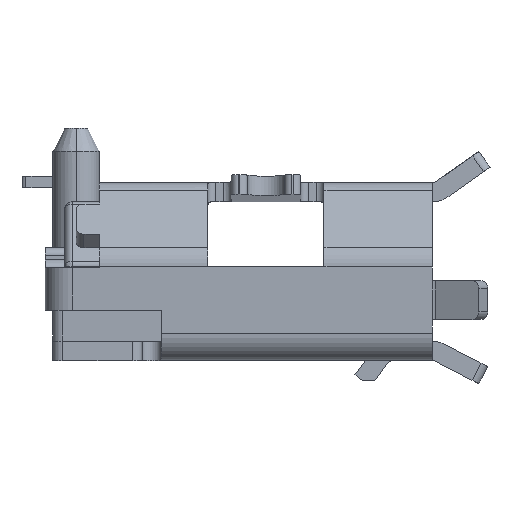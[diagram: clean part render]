
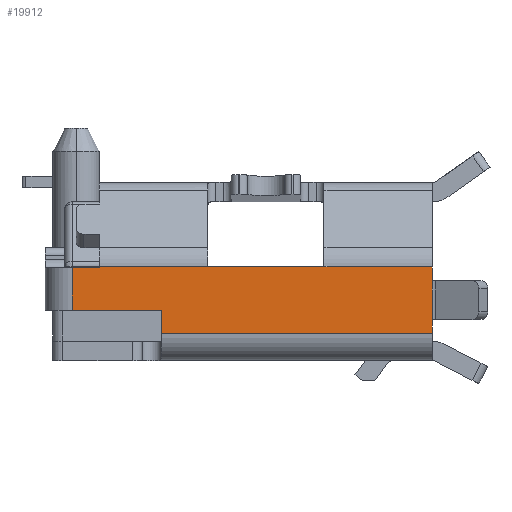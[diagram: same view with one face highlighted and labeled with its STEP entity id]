
A CAD part, left-side view. The second image highlights one B-rep face of the part: STEP entity #19912.
In plain terms, the highlighted planar face has unit normal (-1, 0, 0).
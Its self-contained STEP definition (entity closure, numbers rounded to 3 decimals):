
#37 = EDGE_CURVE ( 'NONE', #4767, #6648, #5480, .T. ) ;
#258 = AXIS2_PLACEMENT_3D ( 'NONE', #10794, #611, #12472 ) ;
#435 = VERTEX_POINT ( 'NONE', #2534 ) ;
#508 = VERTEX_POINT ( 'NONE', #10111 ) ;
#524 = CARTESIAN_POINT ( 'NONE',  ( -3.7, -2.15, -0.171 ) ) ;
#611 = DIRECTION ( 'NONE',  ( -1., 0., 0. ) ) ;
#661 = VERTEX_POINT ( 'NONE', #1843 ) ;
#1117 = CARTESIAN_POINT ( 'NONE',  ( -3.7, 1.35, -0.55 ) ) ;
#1162 = LINE ( 'NONE', #20241, #18110 ) ;
#1380 = CARTESIAN_POINT ( 'NONE',  ( -3.7, -2.15, -0.85 ) ) ;
#1605 = CARTESIAN_POINT ( 'NONE',  ( -3.7, -2.15, 0.009 ) ) ;
#1812 = VECTOR ( 'NONE', #6383, 1000. ) ;
#1843 = CARTESIAN_POINT ( 'NONE',  ( -3.7, -2.15, -0.671 ) ) ;
#1933 = DIRECTION ( 'NONE',  ( 0., 1., 0. ) ) ;
#2314 = VECTOR ( 'NONE', #11274, 1000. ) ;
#2534 = CARTESIAN_POINT ( 'NONE',  ( -3.7, 1.35, -0.85 ) ) ;
#3113 = DIRECTION ( 'NONE',  ( 0., 1., 0. ) ) ;
#3187 = DIRECTION ( 'NONE',  ( 0., 0., 1. ) ) ;
#3570 = CARTESIAN_POINT ( 'NONE',  ( -3.7, 2.15, 0. ) ) ;
#3650 = EDGE_CURVE ( 'NONE', #18454, #9347, #3806, .T. ) ;
#3806 = LINE ( 'NONE', #10381, #20795 ) ;
#4166 = ORIENTED_EDGE ( 'NONE', *, *, #9878, .F. ) ;
#4335 = EDGE_CURVE ( 'NONE', #11600, #18454, #1162, .T. ) ;
#4767 = VERTEX_POINT ( 'NONE', #524 ) ;
#4808 = CARTESIAN_POINT ( 'NONE',  ( -3.7, -2.15, 0.75 ) ) ;
#4856 = VERTEX_POINT ( 'NONE', #14436 ) ;
#4961 = DIRECTION ( 'NONE',  ( 0., 1., 0. ) ) ;
#5480 = LINE ( 'NONE', #17154, #14481 ) ;
#6383 = DIRECTION ( 'NONE',  ( 0., 0., 1. ) ) ;
#6472 = VECTOR ( 'NONE', #3113, 1000. ) ;
#6479 = LINE ( 'NONE', #16247, #14947 ) ;
#6648 = VERTEX_POINT ( 'NONE', #1605 ) ;
#6980 = DIRECTION ( 'NONE',  ( 0., 0., 1. ) ) ;
#7579 = EDGE_CURVE ( 'NONE', #9347, #20786, #19728, .T. ) ;
#9081 = ORIENTED_EDGE ( 'NONE', *, *, #15065, .T. ) ;
#9347 = VERTEX_POINT ( 'NONE', #20365 ) ;
#9454 = EDGE_LOOP ( 'NONE', ( #21712, #4166, #11006, #14477, #21991, #12119, #16438, #9081, #9507, #14385, #11722, #16118 ) ) ;
#9507 = ORIENTED_EDGE ( 'NONE', *, *, #4335, .T. ) ;
#9697 = CARTESIAN_POINT ( 'NONE',  ( -3.7, 1.35, -0.85 ) ) ;
#9878 = EDGE_CURVE ( 'NONE', #15415, #10070, #19838, .T. ) ;
#9888 = LINE ( 'NONE', #4808, #13334 ) ;
#10070 = VERTEX_POINT ( 'NONE', #21981 ) ;
#10111 = CARTESIAN_POINT ( 'NONE',  ( -3.7, 2.5, 0. ) ) ;
#10115 = VECTOR ( 'NONE', #21595, 1000. ) ;
#10144 = CARTESIAN_POINT ( 'NONE',  ( -3.7, 0.75, 0.009 ) ) ;
#10303 = CARTESIAN_POINT ( 'NONE',  ( -3.7, 1.35, -0.55 ) ) ;
#10381 = CARTESIAN_POINT ( 'NONE',  ( -3.7, 2.15, 0.009 ) ) ;
#10591 = EDGE_CURVE ( 'NONE', #4856, #435, #20560, .T. ) ;
#10794 = CARTESIAN_POINT ( 'NONE',  ( -3.7, 2.15, -0.85 ) ) ;
#11006 = ORIENTED_EDGE ( 'NONE', *, *, #18837, .T. ) ;
#11274 = DIRECTION ( 'NONE',  ( 0., 1., 0. ) ) ;
#11307 = CARTESIAN_POINT ( 'NONE',  ( -3.7, 2.15, -0.85 ) ) ;
#11328 = LINE ( 'NONE', #11485, #1812 ) ;
#11485 = CARTESIAN_POINT ( 'NONE',  ( -3.7, -2.15, -0.85 ) ) ;
#11600 = VERTEX_POINT ( 'NONE', #11843 ) ;
#11674 = LINE ( 'NONE', #15312, #20735 ) ;
#11722 = ORIENTED_EDGE ( 'NONE', *, *, #7579, .T. ) ;
#11742 = VECTOR ( 'NONE', #16117, 1000. ) ;
#11843 = CARTESIAN_POINT ( 'NONE',  ( -3.7, -0.75, 0.009 ) ) ;
#12119 = ORIENTED_EDGE ( 'NONE', *, *, #17394, .T. ) ;
#12395 = PLANE ( 'NONE',  #258 ) ;
#12472 = DIRECTION ( 'NONE',  ( 0., 0., 1. ) ) ;
#12776 = EDGE_CURVE ( 'NONE', #20786, #508, #11674, .T. ) ;
#13334 = VECTOR ( 'NONE', #3187, 1000. ) ;
#14385 = ORIENTED_EDGE ( 'NONE', *, *, #3650, .T. ) ;
#14417 = CARTESIAN_POINT ( 'NONE',  ( -3.7, 2.15, 0.009 ) ) ;
#14436 = CARTESIAN_POINT ( 'NONE',  ( -3.7, -2.15, -0.85 ) ) ;
#14477 = ORIENTED_EDGE ( 'NONE', *, *, #10591, .F. ) ;
#14481 = VECTOR ( 'NONE', #6980, 1000. ) ;
#14947 = VECTOR ( 'NONE', #17972, 1000. ) ;
#15065 = EDGE_CURVE ( 'NONE', #6648, #11600, #16226, .T. ) ;
#15236 = DIRECTION ( 'NONE',  ( 0., 1., 0. ) ) ;
#15312 = CARTESIAN_POINT ( 'NONE',  ( -3.7, 2.15, 0. ) ) ;
#15415 = VERTEX_POINT ( 'NONE', #10303 ) ;
#16117 = DIRECTION ( 'NONE',  ( 0., 1., 0. ) ) ;
#16118 = ORIENTED_EDGE ( 'NONE', *, *, #12776, .T. ) ;
#16226 = LINE ( 'NONE', #14417, #11742 ) ;
#16247 = CARTESIAN_POINT ( 'NONE',  ( -3.7, 2.5, -0.85 ) ) ;
#16401 = DIRECTION ( 'NONE',  ( 0., 0., -1. ) ) ;
#16438 = ORIENTED_EDGE ( 'NONE', *, *, #37, .T. ) ;
#17154 = CARTESIAN_POINT ( 'NONE',  ( -3.7, -2.15, -0.85 ) ) ;
#17394 = EDGE_CURVE ( 'NONE', #661, #4767, #11328, .T. ) ;
#17972 = DIRECTION ( 'NONE',  ( 0., 0., -1. ) ) ;
#18110 = VECTOR ( 'NONE', #15236, 1000. ) ;
#18386 = EDGE_CURVE ( 'NONE', #4856, #661, #9888, .T. ) ;
#18454 = VERTEX_POINT ( 'NONE', #10144 ) ;
#18837 = EDGE_CURVE ( 'NONE', #15415, #435, #19133, .T. ) ;
#19133 = LINE ( 'NONE', #9697, #10115 ) ;
#19183 = VECTOR ( 'NONE', #16401, 1000. ) ;
#19728 = LINE ( 'NONE', #11307, #19183 ) ;
#19838 = LINE ( 'NONE', #1117, #2314 ) ;
#19912 = ADVANCED_FACE ( 'NONE', ( #21769 ), #12395, .T. ) ;
#20241 = CARTESIAN_POINT ( 'NONE',  ( -3.7, 2.15, 0.009 ) ) ;
#20365 = CARTESIAN_POINT ( 'NONE',  ( -3.7, 2.15, 0.009 ) ) ;
#20560 = LINE ( 'NONE', #1380, #6472 ) ;
#20735 = VECTOR ( 'NONE', #4961, 1000. ) ;
#20786 = VERTEX_POINT ( 'NONE', #3570 ) ;
#20795 = VECTOR ( 'NONE', #1933, 1000. ) ;
#21087 = EDGE_CURVE ( 'NONE', #508, #10070, #6479, .T. ) ;
#21595 = DIRECTION ( 'NONE',  ( 0., 0., -1. ) ) ;
#21712 = ORIENTED_EDGE ( 'NONE', *, *, #21087, .T. ) ;
#21769 = FACE_OUTER_BOUND ( 'NONE', #9454, .T. ) ;
#21981 = CARTESIAN_POINT ( 'NONE',  ( -3.7, 2.5, -0.55 ) ) ;
#21991 = ORIENTED_EDGE ( 'NONE', *, *, #18386, .T. ) ;
